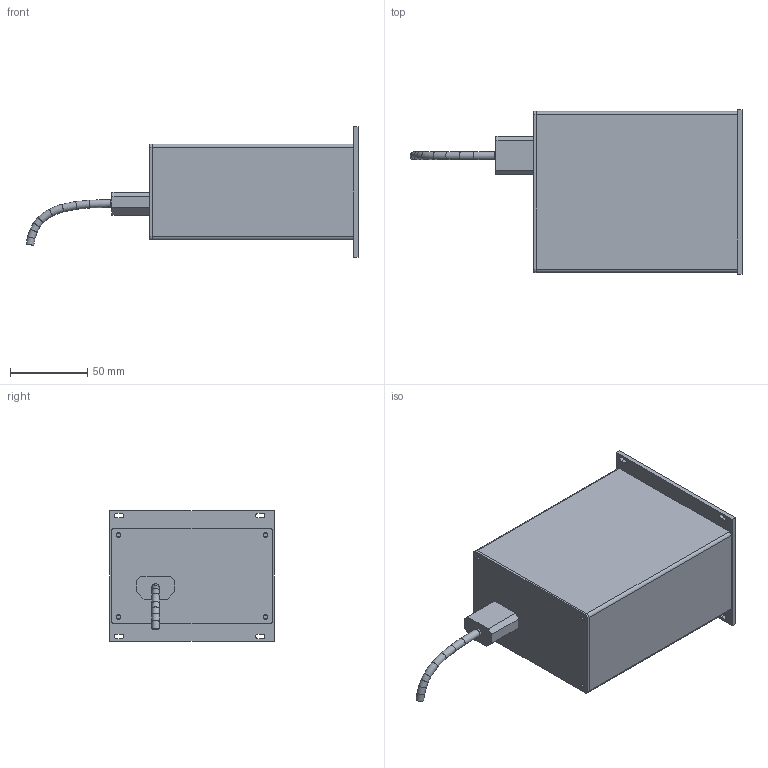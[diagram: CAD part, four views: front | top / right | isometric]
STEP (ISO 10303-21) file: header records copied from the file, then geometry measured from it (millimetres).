
FILE_DESCRIPTION(/* description */ (''),/* implementation_level */ '2;1');
FILE_NAME(/* name */ '398-802_interface 3D_001_1-PGD500 Display _interface.stp',/* time_stamp */ '2025-02-12T02:38:12+01:00',/* author */ (''),/* organization */ (''),/* preprocessor_version */ 'ST-DEVELOPER v19.4',/* originating_system */ 'SIEMENS PLM Software NX2306.1700',/* authorisation */ '');
FILE_SCHEMA (('AUTOMOTIVE_DESIGN { 1 0 10303 214 3 1 1 1 }'));
Length unit declared in the file: millimetre
Products named in the file (1): 398-802_interface 3D_001_1-PGD500 Display _interface
Bounding box: 214.48 x 106.2 x 84 mm (x, y, z)
Volume: 208112.7 mm3; surface area: 127239.7 mm2
Topology: 6 solids, 6 shells, 95 faces, 233 edges, 151 vertices
Faces by surface type: plane 53, cylinder 24, torus 10, cone 8
Full cylindrical faces by diameter (mm): 2.5 x4
Entity records: 2990 total; most frequent: CARTESIAN_POINT 486, DIRECTION 466, ORIENTED_EDGE 430, EDGE_CURVE 215, AXIS2_PLACEMENT_3D 163, VERTEX_POINT 151, LINE 140, VECTOR 140
